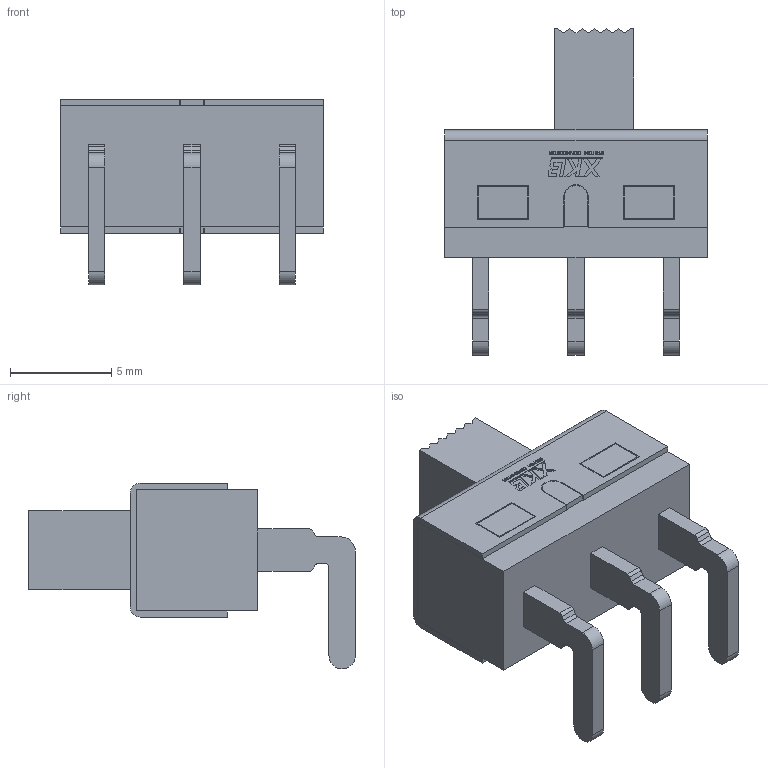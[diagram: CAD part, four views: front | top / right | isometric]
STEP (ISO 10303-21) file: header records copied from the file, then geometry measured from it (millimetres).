
FILE_DESCRIPTION(('FreeCAD Model'),'2;1');
FILE_NAME('Open CASCADE Shape Model','2023-05-21T21:53:46',( 'kicad StepUp'),('ksu MCAD'),'Open CASCADE STEP processor 7.6', 'FreeCAD','Unknown');
FILE_SCHEMA(('AUTOMOTIVE_DESIGN { 1 0 10303 214 1 1 1 1 }'));
Length unit declared in the file: millimetre
Products named in the file (1): XKB_SS-12D06L5
Bounding box: 12.95 x 16.1 x 9.15 mm (x, y, z)
Volume: 627.8 mm3; surface area: 994.8 mm2
Topology: 8 solids, 8 shells, 585 faces, 1645 edges, 1100 vertices
Faces by surface type: plane 554, cylinder 31
Entity records: 22740 total; most frequent: CARTESIAN_POINT 3331, ORIENTED_EDGE 3290, DIRECTION 2889, EDGE_CURVE 1645, LINE 1573, VECTOR 1573, VERTEX_POINT 1100, AXIS2_PLACEMENT_3D 658
